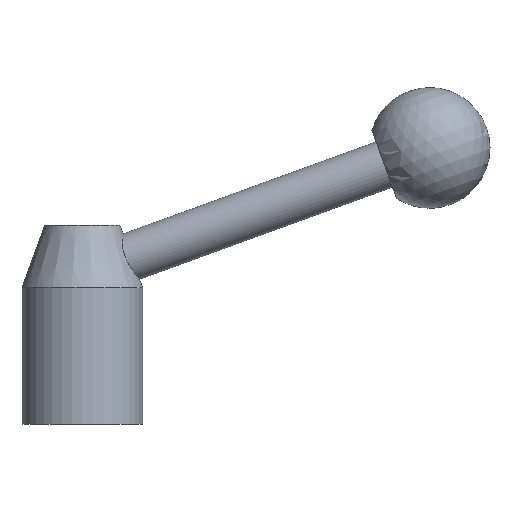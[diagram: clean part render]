
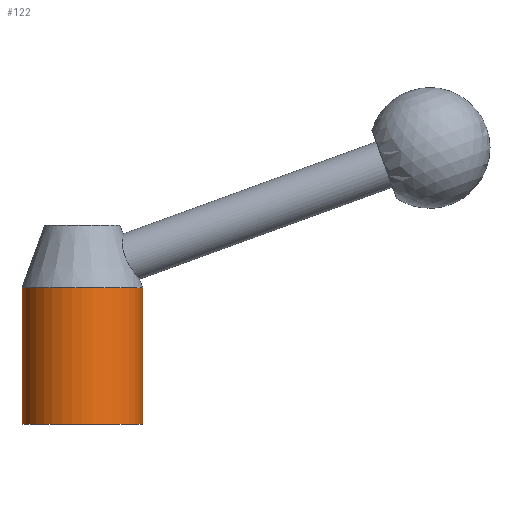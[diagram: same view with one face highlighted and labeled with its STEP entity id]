
A CAD part, front view. The second image highlights one B-rep face of the part: STEP entity #122.
In plain terms, the highlighted cylindrical face has radius 10 mm (diameter 20 mm), a partial arc.
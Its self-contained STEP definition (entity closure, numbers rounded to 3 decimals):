
#122=ADVANCED_FACE('',(#330),#331,.T.);
#128=EDGE_CURVE('',#238,#138,#338,.T.);
#138=VERTEX_POINT('',#350);
#156=EDGE_CURVE('',#238,#276,#372,.T.);
#184=VERTEX_POINT('',#403);
#230=EDGE_CURVE('',#138,#184,#455,.T.);
#238=VERTEX_POINT('',#463);
#266=EDGE_CURVE('',#184,#276,#494,.T.);
#276=VERTEX_POINT('',#504);
#330=FACE_OUTER_BOUND('',#553,.T.);
#331=CYLINDRICAL_SURFACE('',#554,10.0);
#338=LINE('',#562,#563);
#350=CARTESIAN_POINT('',(-10.0,0.,0.0));
#372=CIRCLE('',#622,10.0);
#403=CARTESIAN_POINT('',(10.0,0.0,0.0));
#455=CIRCLE('',#778,10.0);
#463=CARTESIAN_POINT('',(-10.0,0.,22.663));
#494=LINE('',#832,#833);
#504=CARTESIAN_POINT('',(10.0,0.0,22.663));
#553=EDGE_LOOP('',(#897,#898,#899,#900));
#554=AXIS2_PLACEMENT_3D('',#901,#902,#903);
#562=CARTESIAN_POINT('',(-10.0,0.,11.332));
#563=VECTOR('',#912,1.0);
#622=AXIS2_PLACEMENT_3D('',#962,#963,#964);
#778=AXIS2_PLACEMENT_3D('',#1069,#1070,#1071);
#832=CARTESIAN_POINT('',(10.0,0.,11.332));
#833=VECTOR('',#1112,1.0);
#897=ORIENTED_EDGE('',*,*,#266,.T.);
#898=ORIENTED_EDGE('',*,*,#156,.F.);
#899=ORIENTED_EDGE('',*,*,#128,.T.);
#900=ORIENTED_EDGE('',*,*,#230,.T.);
#901=CARTESIAN_POINT('',(0.0,0.0,11.332));
#902=DIRECTION('',(-0.0,-0.0,-1.0));
#903=DIRECTION('',(1.0,0.0,0.0));
#912=DIRECTION('',(-0.0,-0.0,-1.0));
#962=CARTESIAN_POINT('',(0.0,0.0,22.663));
#963=DIRECTION('',(0.0,0.0,1.0));
#964=DIRECTION('',(1.0,0.0,0.0));
#1069=CARTESIAN_POINT('',(0.0,0.0,0.0));
#1070=DIRECTION('',(0.0,0.0,1.0));
#1071=DIRECTION('',(1.0,0.0,0.0));
#1112=DIRECTION('',(0.0,0.0,1.0));
